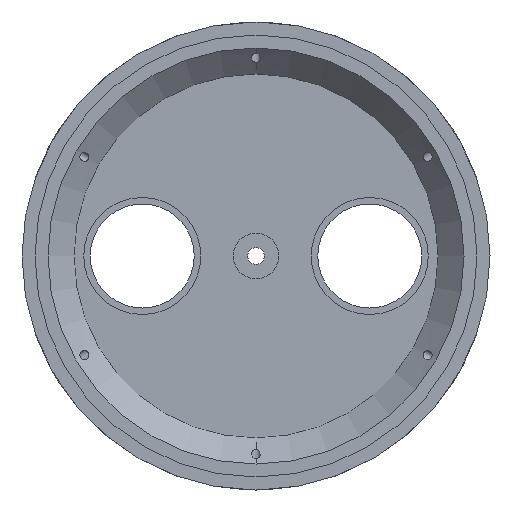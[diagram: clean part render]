
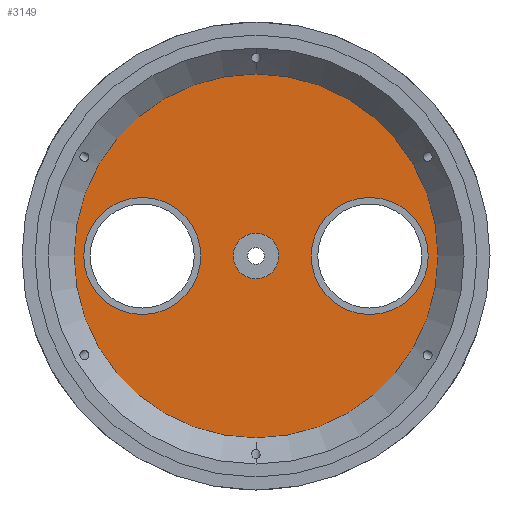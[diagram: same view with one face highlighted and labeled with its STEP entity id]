
A CAD part, front view. The second image highlights one B-rep face of the part: STEP entity #3149.
In plain terms, the highlighted planar face has unit normal (0, -1, 0).
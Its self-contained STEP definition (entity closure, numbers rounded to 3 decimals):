
#30 = ORIENTED_EDGE ( 'NONE', *, *, #4570, .F. ) ;
#446 = VERTEX_POINT ( 'NONE', #6631 ) ;
#495 = DIRECTION ( 'NONE',  ( 0., 0., -1. ) ) ;
#513 = ORIENTED_EDGE ( 'NONE', *, *, #1286, .F. ) ;
#554 = EDGE_CURVE ( 'NONE', #4691, #7570, #6324, .T. ) ;
#1055 = CARTESIAN_POINT ( 'NONE',  ( 0., 8., 0. ) ) ;
#1078 = CARTESIAN_POINT ( 'NONE',  ( 0., 8., 56. ) ) ;
#1095 = VERTEX_POINT ( 'NONE', #3357 ) ;
#1128 = DIRECTION ( 'NONE',  ( 0., 1., 0. ) ) ;
#1286 = EDGE_CURVE ( 'NONE', #7844, #3298, #7397, .T. ) ;
#1378 = FACE_BOUND ( 'NONE', #2339, .T. ) ;
#1553 = AXIS2_PLACEMENT_3D ( 'NONE', #7726, #5225, #5815 ) ;
#1669 = CARTESIAN_POINT ( 'NONE',  ( 0., 8., 0. ) ) ;
#1750 = ORIENTED_EDGE ( 'NONE', *, *, #2107, .T. ) ;
#1912 = ORIENTED_EDGE ( 'NONE', *, *, #3423, .T. ) ;
#1932 = VERTEX_POINT ( 'NONE', #4995 ) ;
#1961 = CIRCLE ( 'NONE', #6262, 18. ) ;
#1993 = DIRECTION ( 'NONE',  ( 0., 0., -1. ) ) ;
#2016 = ORIENTED_EDGE ( 'NONE', *, *, #3268, .F. ) ;
#2107 = EDGE_CURVE ( 'NONE', #1932, #1095, #2155, .T. ) ;
#2117 = AXIS2_PLACEMENT_3D ( 'NONE', #2341, #5986, #495 ) ;
#2136 = CIRCLE ( 'NONE', #7324, 18. ) ;
#2155 = CIRCLE ( 'NONE', #2233, 7. ) ;
#2233 = AXIS2_PLACEMENT_3D ( 'NONE', #2553, #3808, #5227 ) ;
#2290 = DIRECTION ( 'NONE',  ( 0., 1., 0. ) ) ;
#2321 = CARTESIAN_POINT ( 'NONE',  ( 0., 8., -56. ) ) ;
#2339 = EDGE_LOOP ( 'NONE', ( #4290, #6803 ) ) ;
#2341 = CARTESIAN_POINT ( 'NONE',  ( 0., 8., 0. ) ) ;
#2528 = EDGE_CURVE ( 'NONE', #7570, #4691, #1961, .T. ) ;
#2553 = CARTESIAN_POINT ( 'NONE',  ( 0., 8., 0. ) ) ;
#2590 = DIRECTION ( 'NONE',  ( 0., -1., 0. ) ) ;
#2656 = AXIS2_PLACEMENT_3D ( 'NONE', #6566, #2837, #7800 ) ;
#2837 = DIRECTION ( 'NONE',  ( 0., -1., 0. ) ) ;
#2965 = AXIS2_PLACEMENT_3D ( 'NONE', #1669, #1128, #5452 ) ;
#3149 = ADVANCED_FACE ( 'NONE', ( #1378, #7967, #7780, #7482 ), #6597, .T. ) ;
#3268 = EDGE_CURVE ( 'NONE', #3298, #7844, #5251, .T. ) ;
#3298 = VERTEX_POINT ( 'NONE', #1078 ) ;
#3314 = EDGE_LOOP ( 'NONE', ( #1912, #1750 ) ) ;
#3357 = CARTESIAN_POINT ( 'NONE',  ( 0., 8., 7. ) ) ;
#3423 = EDGE_CURVE ( 'NONE', #1095, #1932, #5918, .T. ) ;
#3535 = EDGE_CURVE ( 'NONE', #446, #6634, #6992, .T. ) ;
#3792 = AXIS2_PLACEMENT_3D ( 'NONE', #5560, #6750, #5531 ) ;
#3808 = DIRECTION ( 'NONE',  ( 0., 1., 0. ) ) ;
#3848 = CARTESIAN_POINT ( 'NONE',  ( 35., 8., 0. ) ) ;
#3940 = CARTESIAN_POINT ( 'NONE',  ( -53., 8., 0. ) ) ;
#4290 = ORIENTED_EDGE ( 'NONE', *, *, #2528, .F. ) ;
#4508 = ORIENTED_EDGE ( 'NONE', *, *, #3535, .F. ) ;
#4570 = EDGE_CURVE ( 'NONE', #6634, #446, #2136, .T. ) ;
#4691 = VERTEX_POINT ( 'NONE', #4719 ) ;
#4719 = CARTESIAN_POINT ( 'NONE',  ( -17., 8., 0. ) ) ;
#4995 = CARTESIAN_POINT ( 'NONE',  ( 0., 8., -7. ) ) ;
#5225 = DIRECTION ( 'NONE',  ( 0., 1., 0. ) ) ;
#5227 = DIRECTION ( 'NONE',  ( 0., 0., 1. ) ) ;
#5251 = CIRCLE ( 'NONE', #5854, 56. ) ;
#5336 = CARTESIAN_POINT ( 'NONE',  ( -35., 8., 0. ) ) ;
#5452 = DIRECTION ( 'NONE',  ( 0., 0., 1. ) ) ;
#5531 = DIRECTION ( 'NONE',  ( 0., 0., -1. ) ) ;
#5536 = EDGE_LOOP ( 'NONE', ( #4508, #30 ) ) ;
#5560 = CARTESIAN_POINT ( 'NONE',  ( 35., 8., 0. ) ) ;
#5815 = DIRECTION ( 'NONE',  ( 0., 0., 1. ) ) ;
#5854 = AXIS2_PLACEMENT_3D ( 'NONE', #1055, #2290, #7231 ) ;
#5918 = CIRCLE ( 'NONE', #2965, 7. ) ;
#5986 = DIRECTION ( 'NONE',  ( 0., -1., 0. ) ) ;
#6012 = EDGE_LOOP ( 'NONE', ( #513, #2016 ) ) ;
#6262 = AXIS2_PLACEMENT_3D ( 'NONE', #5336, #7863, #7915 ) ;
#6324 = CIRCLE ( 'NONE', #2656, 18. ) ;
#6566 = CARTESIAN_POINT ( 'NONE',  ( -35., 8., 0. ) ) ;
#6572 = CARTESIAN_POINT ( 'NONE',  ( 53., 8., 0. ) ) ;
#6597 = PLANE ( 'NONE',  #2117 ) ;
#6631 = CARTESIAN_POINT ( 'NONE',  ( 17., 8., 0. ) ) ;
#6634 = VERTEX_POINT ( 'NONE', #6572 ) ;
#6750 = DIRECTION ( 'NONE',  ( 0., -1., 0. ) ) ;
#6803 = ORIENTED_EDGE ( 'NONE', *, *, #554, .F. ) ;
#6992 = CIRCLE ( 'NONE', #3792, 18. ) ;
#7231 = DIRECTION ( 'NONE',  ( 0., 0., 1. ) ) ;
#7324 = AXIS2_PLACEMENT_3D ( 'NONE', #3848, #2590, #1993 ) ;
#7397 = CIRCLE ( 'NONE', #1553, 56. ) ;
#7482 = FACE_OUTER_BOUND ( 'NONE', #6012, .T. ) ;
#7570 = VERTEX_POINT ( 'NONE', #3940 ) ;
#7726 = CARTESIAN_POINT ( 'NONE',  ( 0., 8., 0. ) ) ;
#7780 = FACE_BOUND ( 'NONE', #3314, .T. ) ;
#7800 = DIRECTION ( 'NONE',  ( 0., 0., -1. ) ) ;
#7844 = VERTEX_POINT ( 'NONE', #2321 ) ;
#7863 = DIRECTION ( 'NONE',  ( 0., -1., 0. ) ) ;
#7915 = DIRECTION ( 'NONE',  ( 0., 0., -1. ) ) ;
#7967 = FACE_BOUND ( 'NONE', #5536, .T. ) ;
